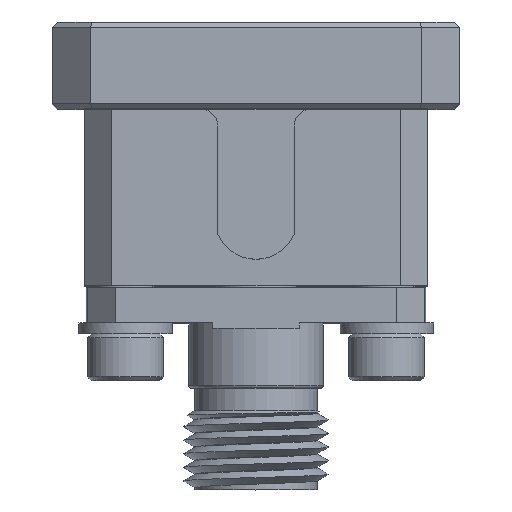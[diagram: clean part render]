
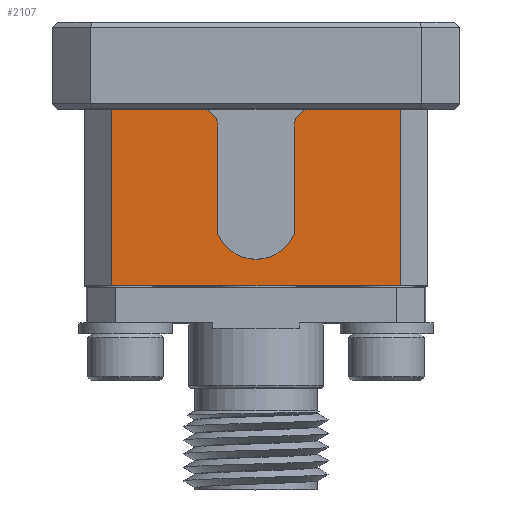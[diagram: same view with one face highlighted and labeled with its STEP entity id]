
A CAD part, top view. The second image highlights one B-rep face of the part: STEP entity #2107.
In plain terms, the highlighted planar face has unit normal (0, 0, 1).
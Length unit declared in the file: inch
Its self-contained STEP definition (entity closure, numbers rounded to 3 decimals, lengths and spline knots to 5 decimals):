
#4 = DIRECTION ( 'NONE',  ( 0., -1., 0. ) ) ;
#9 = LINE ( 'NONE', #6582, #163 ) ;
#163 = VECTOR ( 'NONE', #3975, 39.37008 ) ;
#284 = CARTESIAN_POINT ( 'NONE',  ( -0.265, -0.325, 0.14 ) ) ;
#370 = DIRECTION ( 'NONE',  ( 0., 1., 0. ) ) ;
#432 = ORIENTED_EDGE ( 'NONE', *, *, #5574, .T. ) ;
#612 = VERTEX_POINT ( 'NONE', #284 ) ;
#735 = ORIENTED_EDGE ( 'NONE', *, *, #5309, .T. ) ;
#923 = CARTESIAN_POINT ( 'NONE',  ( 0.10125, 0., 0.14 ) ) ;
#1100 = CARTESIAN_POINT ( 'NONE',  ( 0., -0.2, 0.14 ) ) ;
#1196 = EDGE_CURVE ( 'NONE', #2583, #2761, #9, .T. ) ;
#1244 = DIRECTION ( 'NONE',  ( -1., 0., 0. ) ) ;
#1664 = CARTESIAN_POINT ( 'NONE',  ( -0.10125, -0.03125, 0.14 ) ) ;
#1665 = DIRECTION ( 'NONE',  ( 0., -1., 0. ) ) ;
#1770 = EDGE_CURVE ( 'NONE', #4009, #6971, #5620, .T. ) ;
#1853 = EDGE_CURVE ( 'NONE', #3712, #3604, #2927, .T. ) ;
#1887 = ORIENTED_EDGE ( 'NONE', *, *, #1770, .T. ) ;
#1893 = CARTESIAN_POINT ( 'NONE',  ( 0.315, -0.325, 0.14 ) ) ;
#2094 = AXIS2_PLACEMENT_3D ( 'NONE', #7043, #7681, #1244 ) ;
#2107 = ADVANCED_FACE ( 'NONE', ( #5111 ), #3746, .F. ) ;
#2128 = ORIENTED_EDGE ( 'NONE', *, *, #7844, .T. ) ;
#2213 = DIRECTION ( 'NONE',  ( 1., 0., 0. ) ) ;
#2251 = CARTESIAN_POINT ( 'NONE',  ( 0.265, -0.325, 0.14 ) ) ;
#2331 = VERTEX_POINT ( 'NONE', #7110 ) ;
#2511 = LINE ( 'NONE', #2603, #6105 ) ;
#2518 = VECTOR ( 'NONE', #1665, 39.37008 ) ;
#2546 = CIRCLE ( 'NONE', #6639, 0.07616 ) ;
#2583 = VERTEX_POINT ( 'NONE', #8274 ) ;
#2603 = CARTESIAN_POINT ( 'NONE',  ( -0.265, -0.29, 0.14 ) ) ;
#2761 = VERTEX_POINT ( 'NONE', #3120 ) ;
#2850 = DIRECTION ( 'NONE',  ( -1., 0., 0. ) ) ;
#2927 = LINE ( 'NONE', #6916, #2518 ) ;
#3023 = EDGE_CURVE ( 'NONE', #3712, #7299, #6077, .T. ) ;
#3120 = CARTESIAN_POINT ( 'NONE',  ( 0.07, -0.23, 0.14 ) ) ;
#3408 = ORIENTED_EDGE ( 'NONE', *, *, #6951, .F. ) ;
#3413 = ORIENTED_EDGE ( 'NONE', *, *, #3023, .T. ) ;
#3435 = ORIENTED_EDGE ( 'NONE', *, *, #1196, .T. ) ;
#3495 = CARTESIAN_POINT ( 'NONE',  ( 0.10125, -0.03125, 0.14 ) ) ;
#3604 = VERTEX_POINT ( 'NONE', #7303 ) ;
#3706 = DIRECTION ( 'NONE',  ( 0., 0., 1. ) ) ;
#3712 = VERTEX_POINT ( 'NONE', #4687 ) ;
#3746 = PLANE ( 'NONE',  #2094 ) ;
#3775 = AXIS2_PLACEMENT_3D ( 'NONE', #1664, #3706, #5531 ) ;
#3975 = DIRECTION ( 'NONE',  ( 0., -1., 0. ) ) ;
#4008 = DIRECTION ( 'NONE',  ( 0., 0., 1. ) ) ;
#4009 = VERTEX_POINT ( 'NONE', #8220 ) ;
#4105 = CARTESIAN_POINT ( 'NONE',  ( -0.10125, 0., 0.14 ) ) ;
#4281 = LINE ( 'NONE', #6898, #5423 ) ;
#4614 = AXIS2_PLACEMENT_3D ( 'NONE', #3495, #4008, #8062 ) ;
#4687 = CARTESIAN_POINT ( 'NONE',  ( -0.07, -0.03125, 0.14 ) ) ;
#4811 = ORIENTED_EDGE ( 'NONE', *, *, #6114, .T. ) ;
#4842 = VECTOR ( 'NONE', #2850, 39.37008 ) ;
#4850 = CARTESIAN_POINT ( 'NONE',  ( 0.315, 0., 0.14 ) ) ;
#5111 = FACE_OUTER_BOUND ( 'NONE', #6725, .T. ) ;
#5194 = LINE ( 'NONE', #1893, #7350 ) ;
#5233 = DIRECTION ( 'NONE',  ( 1., 0., 0. ) ) ;
#5309 = EDGE_CURVE ( 'NONE', #7299, #2331, #8181, .T. ) ;
#5423 = VECTOR ( 'NONE', #370, 39.37008 ) ;
#5531 = DIRECTION ( 'NONE',  ( -1., 0., 0. ) ) ;
#5574 = EDGE_CURVE ( 'NONE', #612, #7456, #5194, .T. ) ;
#5617 = ORIENTED_EDGE ( 'NONE', *, *, #7967, .T. ) ;
#5620 = LINE ( 'NONE', #4850, #4842 ) ;
#5669 = CARTESIAN_POINT ( 'NONE',  ( 0.315, 0., 0.14 ) ) ;
#5695 = VECTOR ( 'NONE', #8267, 39.37008 ) ;
#6077 = CIRCLE ( 'NONE', #3775, 0.03125 ) ;
#6105 = VECTOR ( 'NONE', #4, 39.37008 ) ;
#6114 = EDGE_CURVE ( 'NONE', #7456, #4009, #4281, .T. ) ;
#6582 = CARTESIAN_POINT ( 'NONE',  ( 0.07, 0., 0.14 ) ) ;
#6639 = AXIS2_PLACEMENT_3D ( 'NONE', #1100, #8078, #2213 ) ;
#6725 = EDGE_LOOP ( 'NONE', ( #1887, #5617, #3435, #3408, #8079, #3413, #735, #2128, #432, #4811 ) ) ;
#6898 = CARTESIAN_POINT ( 'NONE',  ( 0.265, -0.29, 0.14 ) ) ;
#6916 = CARTESIAN_POINT ( 'NONE',  ( -0.07, 0., 0.14 ) ) ;
#6951 = EDGE_CURVE ( 'NONE', #3604, #2761, #2546, .T. ) ;
#6971 = VERTEX_POINT ( 'NONE', #923 ) ;
#7043 = CARTESIAN_POINT ( 'NONE',  ( 0.315, -0.29, 0.14 ) ) ;
#7110 = CARTESIAN_POINT ( 'NONE',  ( -0.265, 0., 0.14 ) ) ;
#7299 = VERTEX_POINT ( 'NONE', #4105 ) ;
#7303 = CARTESIAN_POINT ( 'NONE',  ( -0.07, -0.23, 0.14 ) ) ;
#7350 = VECTOR ( 'NONE', #5233, 39.37008 ) ;
#7456 = VERTEX_POINT ( 'NONE', #2251 ) ;
#7681 = DIRECTION ( 'NONE',  ( 0., 0., -1. ) ) ;
#7844 = EDGE_CURVE ( 'NONE', #2331, #612, #2511, .T. ) ;
#7967 = EDGE_CURVE ( 'NONE', #6971, #2583, #8287, .T. ) ;
#8062 = DIRECTION ( 'NONE',  ( -1., 0., 0. ) ) ;
#8078 = DIRECTION ( 'NONE',  ( 0., 0., 1. ) ) ;
#8079 = ORIENTED_EDGE ( 'NONE', *, *, #1853, .F. ) ;
#8181 = LINE ( 'NONE', #5669, #5695 ) ;
#8220 = CARTESIAN_POINT ( 'NONE',  ( 0.265, 0., 0.14 ) ) ;
#8267 = DIRECTION ( 'NONE',  ( -1., 0., 0. ) ) ;
#8274 = CARTESIAN_POINT ( 'NONE',  ( 0.07, -0.03125, 0.14 ) ) ;
#8287 = CIRCLE ( 'NONE', #4614, 0.03125 ) ;
